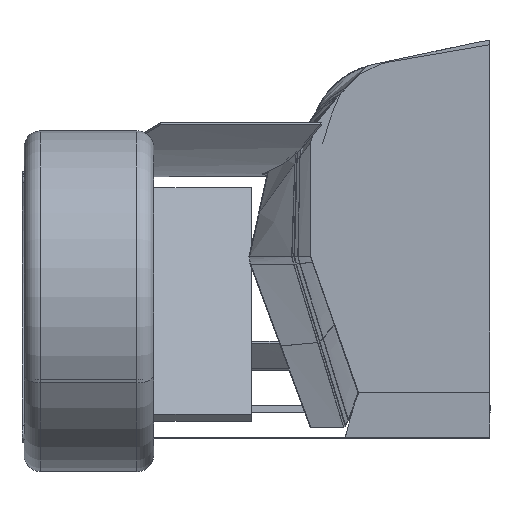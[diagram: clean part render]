
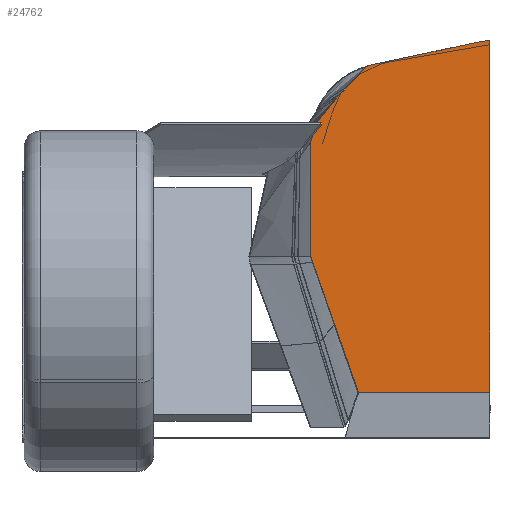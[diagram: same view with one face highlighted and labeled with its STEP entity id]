
A CAD part, left-side view. The second image highlights one B-rep face of the part: STEP entity #24762.
In plain terms, the highlighted planar face has unit normal (-1, 0, 0).
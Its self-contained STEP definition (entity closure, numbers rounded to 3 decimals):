
#24683=CARTESIAN_POINT('Axis2P3D Location',(0.,0.,0.)) ;
#24688=CARTESIAN_POINT('Axis2P3D Location',(0.,-31.688,-249.282)) ;
#24692=CARTESIAN_POINT('Vertex',(0.,25.162,16.699)) ;
#24694=CARTESIAN_POINT('Vertex',(0.,0.,20.854)) ;
#24697=CARTESIAN_POINT('Line Origine',(0.,100.291,0.641)) ;
#24701=CARTESIAN_POINT('Vertex',(0.,175.42,-15.417)) ;
#24704=CARTESIAN_POINT('Axis2P3D Location',(0.,150.648,-131.319)) ;
#24708=CARTESIAN_POINT('Vertex',(0.,269.04,-125.823)) ;
#24711=CARTESIAN_POINT('Line Origine',(0.,269.04,-210.751)) ;
#24715=CARTESIAN_POINT('Vertex',(0.,269.04,-295.678)) ;
#24718=CARTESIAN_POINT('Axis2P3D Location',(0.,230.292,-295.678)) ;
#24722=CARTESIAN_POINT('Vertex',(0.,266.849,-308.523)) ;
#24725=CARTESIAN_POINT('Line Origine',(0.,232.179,-407.201)) ;
#24729=CARTESIAN_POINT('Vertex',(0.,197.508,-505.879)) ;
#24732=CARTESIAN_POINT('Line Origine',(0.,195.501,-511.589)) ;
#24736=CARTESIAN_POINT('Vertex',(0.,193.495,-517.3)) ;
#24739=CARTESIAN_POINT('Line Origine',(0.,96.747,-517.3)) ;
#24743=CARTESIAN_POINT('Vertex',(0.,0.,-517.3)) ;
#24746=CARTESIAN_POINT('Line Origine',(0.,0.,-248.223)) ;
#24684=DIRECTION('Axis2P3D Direction',(1.,0.,0.)) ;
#24685=DIRECTION('Axis2P3D XDirection',(0.,1.,0.)) ;
#24689=DIRECTION('Axis2P3D Direction',(1.,0.,0.)) ;
#24698=DIRECTION('Vector Direction',(0.,0.978,-0.209)) ;
#24705=DIRECTION('Axis2P3D Direction',(1.,0.,0.)) ;
#24712=DIRECTION('Vector Direction',(0.,0.,-1.)) ;
#24719=DIRECTION('Axis2P3D Direction',(1.,0.,0.)) ;
#24726=DIRECTION('Vector Direction',(0.,-0.331,-0.943)) ;
#24733=DIRECTION('Vector Direction',(0.,-0.331,-0.943)) ;
#24740=DIRECTION('Vector Direction',(0.,-1.,0.)) ;
#24747=DIRECTION('Vector Direction',(0.,0.,1.)) ;
#24686=AXIS2_PLACEMENT_3D('Plane Axis2P3D',#24683,#24684,#24685) ;
#24690=AXIS2_PLACEMENT_3D('Circle Axis2P3D',#24688,#24689,$) ;
#24706=AXIS2_PLACEMENT_3D('Circle Axis2P3D',#24704,#24705,$) ;
#24720=AXIS2_PLACEMENT_3D('Circle Axis2P3D',#24718,#24719,$) ;
#24752=ORIENTED_EDGE('',*,*,#24696,.F.) ;
#24753=ORIENTED_EDGE('',*,*,#24703,.F.) ;
#24754=ORIENTED_EDGE('',*,*,#24710,.F.) ;
#24755=ORIENTED_EDGE('',*,*,#24717,.F.) ;
#24756=ORIENTED_EDGE('',*,*,#24724,.F.) ;
#24757=ORIENTED_EDGE('',*,*,#24731,.F.) ;
#24758=ORIENTED_EDGE('',*,*,#24738,.F.) ;
#24759=ORIENTED_EDGE('',*,*,#24745,.F.) ;
#24760=ORIENTED_EDGE('',*,*,#24750,.F.) ;
#24699=VECTOR('Line Direction',#24698,1.) ;
#24713=VECTOR('Line Direction',#24712,1.) ;
#24727=VECTOR('Line Direction',#24726,1.) ;
#24734=VECTOR('Line Direction',#24733,1.) ;
#24741=VECTOR('Line Direction',#24740,1.) ;
#24748=VECTOR('Line Direction',#24747,1.) ;
#24762=ADVANCED_FACE('',(#24761),#24687,.F.) ;
#24691=CIRCLE('generated circle',#24690,271.988) ;
#24707=CIRCLE('generated circle',#24706,118.52) ;
#24721=CIRCLE('generated circle',#24720,38.748) ;
#24696=EDGE_CURVE('',#24693,#24695,#24691,.T.) ;
#24703=EDGE_CURVE('',#24702,#24693,#24700,.F.) ;
#24710=EDGE_CURVE('',#24709,#24702,#24707,.T.) ;
#24717=EDGE_CURVE('',#24716,#24709,#24714,.F.) ;
#24724=EDGE_CURVE('',#24723,#24716,#24721,.T.) ;
#24731=EDGE_CURVE('',#24730,#24723,#24728,.F.) ;
#24738=EDGE_CURVE('',#24737,#24730,#24735,.F.) ;
#24745=EDGE_CURVE('',#24744,#24737,#24742,.F.) ;
#24750=EDGE_CURVE('',#24695,#24744,#24749,.F.) ;
#24751=EDGE_LOOP('',(#24752,#24753,#24754,#24755,#24756,#24757,#24758,#24759,#24760)) ;
#24761=FACE_OUTER_BOUND('',#24751,.T.) ;
#24700=LINE('Line',#24697,#24699) ;
#24714=LINE('Line',#24711,#24713) ;
#24728=LINE('Line',#24725,#24727) ;
#24735=LINE('Line',#24732,#24734) ;
#24742=LINE('Line',#24739,#24741) ;
#24749=LINE('Line',#24746,#24748) ;
#24687=PLANE('Plane',#24686) ;
#24693=VERTEX_POINT('',#24692) ;
#24695=VERTEX_POINT('',#24694) ;
#24702=VERTEX_POINT('',#24701) ;
#24709=VERTEX_POINT('',#24708) ;
#24716=VERTEX_POINT('',#24715) ;
#24723=VERTEX_POINT('',#24722) ;
#24730=VERTEX_POINT('',#24729) ;
#24737=VERTEX_POINT('',#24736) ;
#24744=VERTEX_POINT('',#24743) ;
